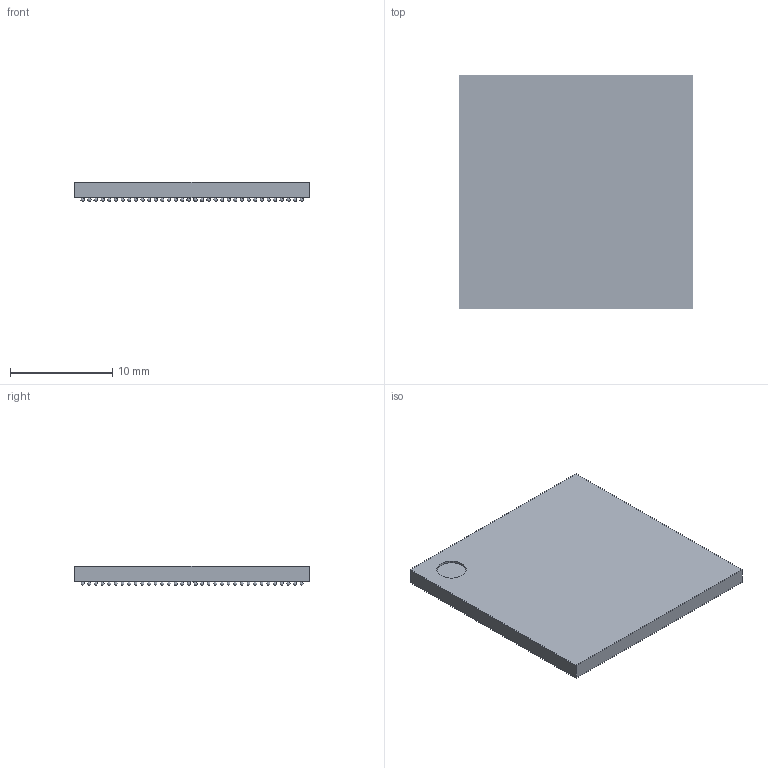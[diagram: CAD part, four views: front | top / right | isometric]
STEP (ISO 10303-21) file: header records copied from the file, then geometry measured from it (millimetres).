
FILE_DESCRIPTION(('FreeCAD Model'),'2;1');
FILE_NAME('15614272.1.1.stp','2021-12-22T15:29:02',( 'Author'),(''),'Open CASCADE STEP processor 6.9','FreeCAD','Unknown' );
FILE_SCHEMA(('AUTOMOTIVE_DESIGN { 1 0 10303 214 1 1 1 1 }'));
Length unit declared in the file: millimetre
Products named in the file (1090): ASSEMBLY; A1; A2; A3; A4; A5; A6; A7; A8; A9; A10; A11; A12; A13; A14; A15; A16; A17; A18; A19; A20; A21; A22; A23; A24; A25; A26; A27; A28; A30; A32; A33; A34; B1; B2; B3; B4; B5; B6; B7 ...
Assembly tree (1089 placements, depth 2):
  ASSEMBLY
    A1
    A2
    A3
    A4
    A5
    A6
    A7
    A8
    A9
    A10
    A11
    A12
    A13
    A14
    A15
    A16
    A17
    A18
    A19
    A20
    A21
    A22
    A23
    A24
    A25
    A26
    A27
    A28
    A30
    A32
    A33
    A34
    B1
    B2
    B3
    B4
    B5
    B6
    B7
    B8
    B9
    B10
    B11
    B12
    B13
    B14
    B15
    B16
    B17
    B18
    B19
    B20
    B21
    B22
    B23
    B24
    B25
    B26
    B27
Bounding box: 23 x 23 x 1.89 mm (x, y, z)
Volume: 834.7 mm3; surface area: 1643.4 mm2
Topology: 1089 solids, 1089 shells, 1096 faces, 3279 edges, 2186 vertices
Faces by surface type: sphere 1088, plane 7, cylinder 1
Full cylindrical faces by diameter (mm): 2.875 x1
Entity records: 43956 total; most frequent: DIRECTION 4419, CARTESIAN_POINT 3329, AXIS2_PLACEMENT_3D 2188, PRODUCT_DEFINITION_SHAPE 2179, VERTEX_POINT 1098, FACE_BOUND 1097, ADVANCED_FACE 1096, SHAPE_DEFINITION_REPRESENTATION 1090
